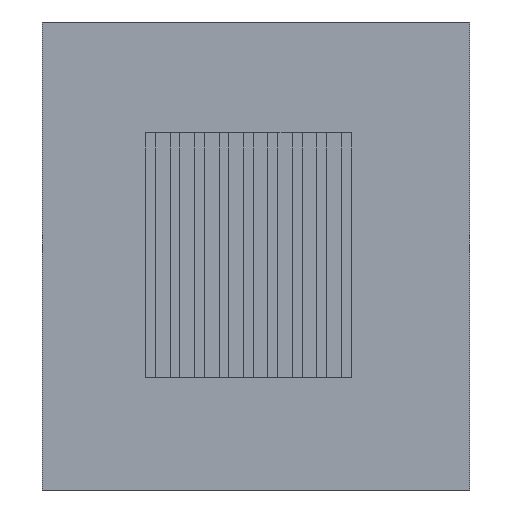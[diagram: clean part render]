
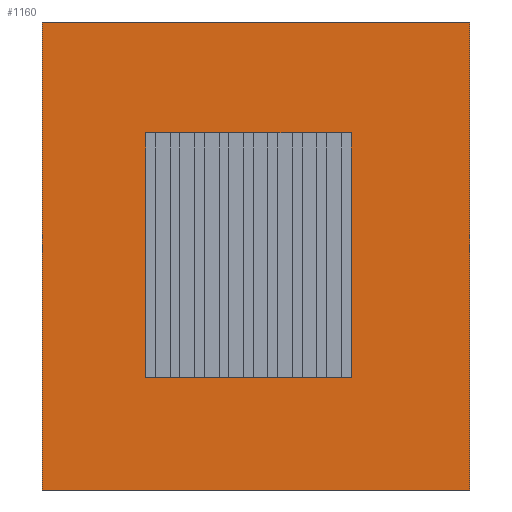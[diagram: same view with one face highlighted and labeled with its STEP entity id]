
A CAD part, front view. The second image highlights one B-rep face of the part: STEP entity #1160.
In plain terms, the highlighted planar face has unit normal (0, -1, 0).
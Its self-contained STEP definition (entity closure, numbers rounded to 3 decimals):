
#13 = VECTOR ( 'NONE', #1825, 1000. ) ;
#44 = DIRECTION ( 'NONE',  ( 1., 0., 0. ) ) ;
#45 = LINE ( 'NONE', #375, #830 ) ;
#49 = VERTEX_POINT ( 'NONE', #1796 ) ;
#160 = EDGE_LOOP ( 'NONE', ( #1236, #210, #604, #221 ) ) ;
#183 = ORIENTED_EDGE ( 'NONE', *, *, #1530, .T. ) ;
#208 = CARTESIAN_POINT ( 'NONE',  ( 0., -2.886, 0. ) ) ;
#210 = ORIENTED_EDGE ( 'NONE', *, *, #1136, .T. ) ;
#221 = ORIENTED_EDGE ( 'NONE', *, *, #987, .F. ) ;
#264 = VERTEX_POINT ( 'NONE', #701 ) ;
#276 = LINE ( 'NONE', #507, #1758 ) ;
#291 = LINE ( 'NONE', #803, #13 ) ;
#309 = DIRECTION ( 'NONE',  ( 1., 0., 0. ) ) ;
#322 = CARTESIAN_POINT ( 'NONE',  ( -21.112, -2.886, -22.946 ) ) ;
#353 = VERTEX_POINT ( 'NONE', #1282 ) ;
#375 = CARTESIAN_POINT ( 'NONE',  ( -21.112, -2.886, 72.669 ) ) ;
#421 = EDGE_CURVE ( 'NONE', #1624, #1128, #1507, .T. ) ;
#423 = EDGE_LOOP ( 'NONE', ( #1029, #1371, #183, #1424 ) ) ;
#424 = CARTESIAN_POINT ( 'NONE',  ( -21.112, -2.886, 72.669 ) ) ;
#433 = VECTOR ( 'NONE', #1227, 1000. ) ;
#448 = LINE ( 'NONE', #749, #1807 ) ;
#451 = CARTESIAN_POINT ( 'NONE',  ( 0., -2.886, 0. ) ) ;
#473 = VERTEX_POINT ( 'NONE', #475 ) ;
#475 = CARTESIAN_POINT ( 'NONE',  ( 66.213, -2.886, 72.669 ) ) ;
#507 = CARTESIAN_POINT ( 'NONE',  ( -21.112, -2.886, 72.669 ) ) ;
#604 = ORIENTED_EDGE ( 'NONE', *, *, #838, .T. ) ;
#624 = DIRECTION ( 'NONE',  ( 0., 0., -1. ) ) ;
#651 = DIRECTION ( 'NONE',  ( 0., 0., -1. ) ) ;
#665 = VERTEX_POINT ( 'NONE', #208 ) ;
#667 = DIRECTION ( 'NONE',  ( -1., 0., 0. ) ) ;
#680 = EDGE_CURVE ( 'NONE', #1106, #1624, #45, .T. ) ;
#701 = CARTESIAN_POINT ( 'NONE',  ( 42., -2.886, 0. ) ) ;
#728 = VECTOR ( 'NONE', #44, 1000. ) ;
#741 = DIRECTION ( 'NONE',  ( 0., 0., -1. ) ) ;
#749 = CARTESIAN_POINT ( 'NONE',  ( 42., -2.886, 50. ) ) ;
#802 = FACE_OUTER_BOUND ( 'NONE', #423, .T. ) ;
#803 = CARTESIAN_POINT ( 'NONE',  ( 66.213, -2.886, 72.669 ) ) ;
#817 = CARTESIAN_POINT ( 'NONE',  ( -21.112, -2.886, -22.946 ) ) ;
#830 = VECTOR ( 'NONE', #624, 1000. ) ;
#835 = DIRECTION ( 'NONE',  ( 1., 0., 0. ) ) ;
#838 = EDGE_CURVE ( 'NONE', #49, #264, #1394, .T. ) ;
#885 = EDGE_CURVE ( 'NONE', #353, #665, #1335, .T. ) ;
#934 = VECTOR ( 'NONE', #835, 1000. ) ;
#987 = EDGE_CURVE ( 'NONE', #665, #264, #993, .T. ) ;
#993 = LINE ( 'NONE', #1712, #934 ) ;
#1016 = DIRECTION ( 'NONE',  ( 0., -1., 0. ) ) ;
#1029 = ORIENTED_EDGE ( 'NONE', *, *, #680, .T. ) ;
#1106 = VERTEX_POINT ( 'NONE', #424 ) ;
#1128 = VERTEX_POINT ( 'NONE', #1608 ) ;
#1136 = EDGE_CURVE ( 'NONE', #353, #49, #448, .T. ) ;
#1160 = ADVANCED_FACE ( 'NONE', ( #802, #1389 ), #1294, .T. ) ;
#1227 = DIRECTION ( 'NONE',  ( 0., 0., -1. ) ) ;
#1233 = CARTESIAN_POINT ( 'NONE',  ( 42., -2.886, 50. ) ) ;
#1236 = ORIENTED_EDGE ( 'NONE', *, *, #885, .F. ) ;
#1256 = AXIS2_PLACEMENT_3D ( 'NONE', #451, #1016, #741 ) ;
#1282 = CARTESIAN_POINT ( 'NONE',  ( 0., -2.886, 50. ) ) ;
#1287 = VECTOR ( 'NONE', #651, 1000. ) ;
#1294 = PLANE ( 'NONE',  #1256 ) ;
#1335 = LINE ( 'NONE', #1526, #1287 ) ;
#1351 = EDGE_CURVE ( 'NONE', #473, #1106, #276, .T. ) ;
#1371 = ORIENTED_EDGE ( 'NONE', *, *, #421, .T. ) ;
#1389 = FACE_BOUND ( 'NONE', #160, .T. ) ;
#1394 = LINE ( 'NONE', #1233, #433 ) ;
#1424 = ORIENTED_EDGE ( 'NONE', *, *, #1351, .T. ) ;
#1507 = LINE ( 'NONE', #322, #728 ) ;
#1526 = CARTESIAN_POINT ( 'NONE',  ( 0., -2.886, 50. ) ) ;
#1530 = EDGE_CURVE ( 'NONE', #1128, #473, #291, .T. ) ;
#1608 = CARTESIAN_POINT ( 'NONE',  ( 66.213, -2.886, -22.946 ) ) ;
#1624 = VERTEX_POINT ( 'NONE', #817 ) ;
#1712 = CARTESIAN_POINT ( 'NONE',  ( 42., -2.886, 0. ) ) ;
#1758 = VECTOR ( 'NONE', #667, 1000. ) ;
#1796 = CARTESIAN_POINT ( 'NONE',  ( 42., -2.886, 50. ) ) ;
#1807 = VECTOR ( 'NONE', #309, 1000. ) ;
#1825 = DIRECTION ( 'NONE',  ( 0., 0., 1. ) ) ;
